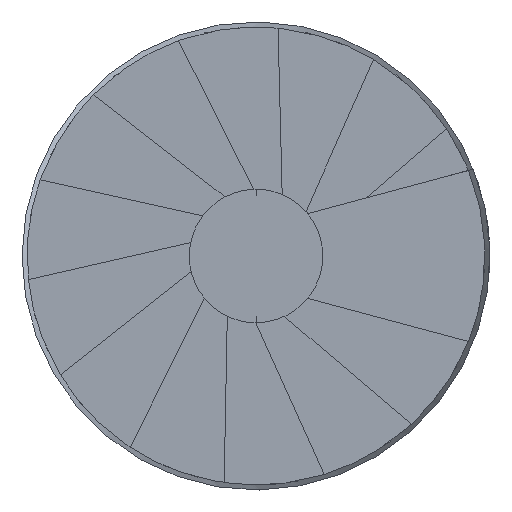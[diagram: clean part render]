
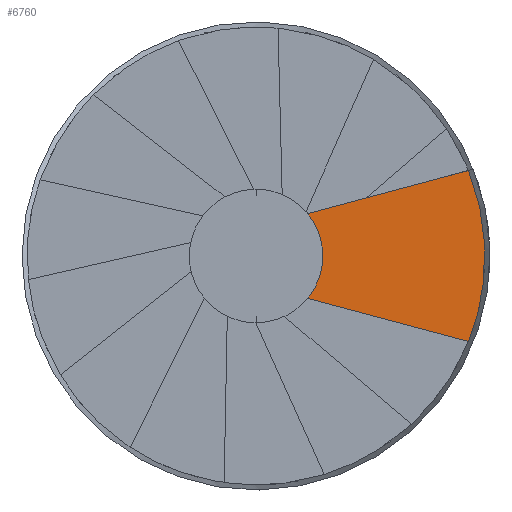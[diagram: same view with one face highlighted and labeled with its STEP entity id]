
A CAD part, front view. The second image highlights one B-rep face of the part: STEP entity #6760.
In plain terms, the highlighted free-form (B-spline) face has degree [1, 1] with [2, 2] control points.
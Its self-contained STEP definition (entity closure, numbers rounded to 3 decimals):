
#651 = EDGE_CURVE('',#652,#654,#656,.T.);
#652 = VERTEX_POINT('',#653);
#653 = CARTESIAN_POINT('',(0.,288.895,108.336));
#654 = VERTEX_POINT('',#655);
#655 = CARTESIAN_POINT('',(0.,288.895,-108.336));
#656 = ( BOUNDED_CURVE() B_SPLINE_CURVE(2,(#657,#658,#659,#660,#661),
.UNSPECIFIED.,.F.,.F.) B_SPLINE_CURVE_WITH_KNOTS((3,2,3),(0.,
1.571,3.142),.PIECEWISE_BEZIER_KNOTS.) CURVE() 
GEOMETRIC_REPRESENTATION_ITEM() RATIONAL_B_SPLINE_CURVE((1.,
0.707,1.,0.707,1.)) REPRESENTATION_ITEM('') );
#657 = CARTESIAN_POINT('',(0.,288.895,108.336));
#658 = CARTESIAN_POINT('',(108.336,288.895,
    108.336));
#659 = CARTESIAN_POINT('',(108.336,288.895,
    0.));
#660 = CARTESIAN_POINT('',(108.336,288.895,
    -108.336));
#661 = CARTESIAN_POINT('',(0.,288.895,
    -108.336));
#6664 = EDGE_CURVE('',#6665,#654,#6667,.T.);
#6665 = VERTEX_POINT('',#6666);
#6666 = CARTESIAN_POINT('',(803.946,288.895,
    -323.752));
#6667 = B_SPLINE_CURVE_WITH_KNOTS('',1,(#6668,#6669),.UNSPECIFIED.,.F.,
  .F.,(2,2),(-576.199,0.),.PIECEWISE_BEZIER_KNOTS.);
#6668 = CARTESIAN_POINT('',(803.946,288.895,
    -323.752));
#6669 = CARTESIAN_POINT('',(0.,288.895,-108.336));
#6692 = EDGE_CURVE('',#652,#6693,#6695,.T.);
#6693 = VERTEX_POINT('',#6694);
#6694 = CARTESIAN_POINT('',(803.946,288.895,
    323.752));
#6695 = B_SPLINE_CURVE_WITH_KNOTS('',1,(#6696,#6697),.UNSPECIFIED.,.F.,
  .F.,(2,2),(0.,576.199),.PIECEWISE_BEZIER_KNOTS.);
#6696 = CARTESIAN_POINT('',(0.,288.895,108.336));
#6697 = CARTESIAN_POINT('',(803.946,288.895,
    323.752));
#6720 = EDGE_CURVE('',#6693,#6665,#6721,.T.);
#6721 = ( BOUNDED_CURVE() B_SPLINE_CURVE(2,(#6722,#6723,#6724),
.UNSPECIFIED.,.F.,.F.) B_SPLINE_CURVE_WITH_KNOTS((3,3),(1.188,
1.954),.PIECEWISE_BEZIER_KNOTS.) CURVE() 
GEOMETRIC_REPRESENTATION_ITEM() RATIONAL_B_SPLINE_CURVE((1.,
0.928,1.)) REPRESENTATION_ITEM('') );
#6722 = CARTESIAN_POINT('',(803.946,288.895,
    323.752));
#6723 = CARTESIAN_POINT('',(934.322,288.895,
    0.));
#6724 = CARTESIAN_POINT('',(803.946,288.895,
    -323.752));
#6760 = ADVANCED_FACE('',(#6761),#6767,.F.);
#6761 = FACE_BOUND('',#6762,.T.);
#6762 = EDGE_LOOP('',(#6763,#6764,#6765,#6766));
#6763 = ORIENTED_EDGE('',*,*,#6692,.F.);
#6764 = ORIENTED_EDGE('',*,*,#651,.T.);
#6765 = ORIENTED_EDGE('',*,*,#6664,.F.);
#6766 = ORIENTED_EDGE('',*,*,#6720,.F.);
#6767 = B_SPLINE_SURFACE_WITH_KNOTS('',1,1,(
    (#6768,#6769)
    ,(#6770,#6771
    )),.UNSPECIFIED.,.F.,.F.,.F.,(2,2),(2,2),(-224.131,
    224.131),(0.,600.),.PIECEWISE_BEZIER_KNOTS.);
#6768 = CARTESIAN_POINT('',(0.,288.895,-323.752));
#6769 = CARTESIAN_POINT('',(866.686,288.895,
    -323.752));
#6770 = CARTESIAN_POINT('',(0.,288.895,323.752));
#6771 = CARTESIAN_POINT('',(866.686,288.895,
    323.752));
